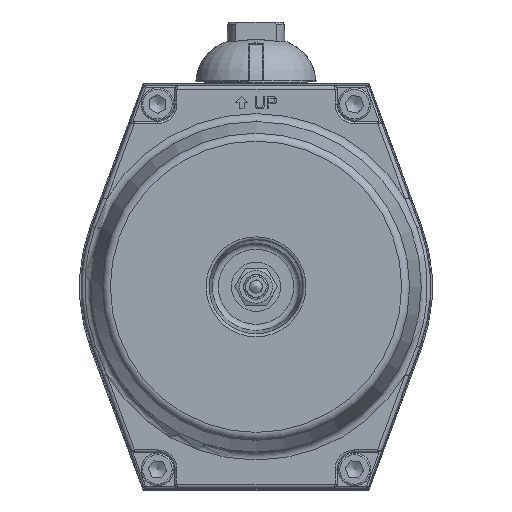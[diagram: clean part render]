
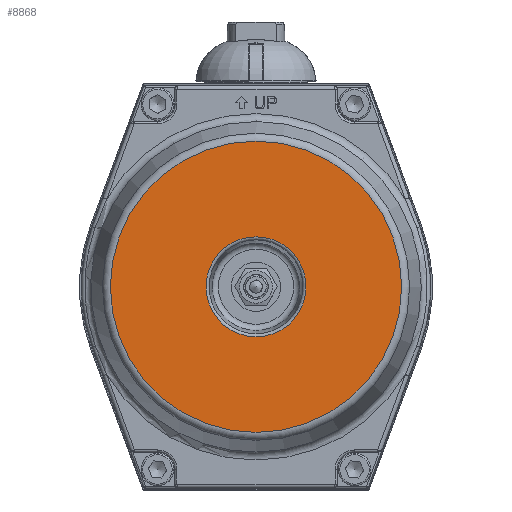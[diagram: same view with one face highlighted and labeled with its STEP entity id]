
A CAD part, front view. The second image highlights one B-rep face of the part: STEP entity #8868.
In plain terms, the highlighted planar face has unit normal (0, -1, 0).
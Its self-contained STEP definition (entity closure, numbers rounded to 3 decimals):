
#730=CIRCLE('',#9518,70.957);
#731=CIRCLE('',#9519,24.347);
#1438=ORIENTED_EDGE('',*,*,#3553,.T.);
#1439=ORIENTED_EDGE('',*,*,#3554,.F.);
#3553=EDGE_CURVE('',#4807,#4807,#730,.T.);
#3554=EDGE_CURVE('',#4808,#4808,#731,.T.);
#4807=VERTEX_POINT('',#15517);
#4808=VERTEX_POINT('',#15519);
#6878=EDGE_LOOP('',(#1438));
#6879=EDGE_LOOP('',(#1439));
#7553=FACE_BOUND('',#6878,.T.);
#7554=FACE_BOUND('',#6879,.T.);
#8205=PLANE('',#9517);
#8868=ADVANCED_FACE('',(#7553,#7554),#8205,.T.);
#9517=AXIS2_PLACEMENT_3D('',#15515,#10727,#10728);
#9518=AXIS2_PLACEMENT_3D('',#15516,#10729,#10730);
#9519=AXIS2_PLACEMENT_3D('',#15518,#10731,#10732);
#10727=DIRECTION('',(0.,-1.,0.));
#10728=DIRECTION('',(0.,0.,-1.));
#10729=DIRECTION('',(0.,-1.,0.));
#10730=DIRECTION('',(0.,0.,-1.));
#10731=DIRECTION('',(0.,-1.,0.));
#10732=DIRECTION('',(0.,0.,-1.));
#15515=CARTESIAN_POINT('',(0.,-168.5,74.));
#15516=CARTESIAN_POINT('',(0.,-168.5,0.));
#15517=CARTESIAN_POINT('',(0.,-168.5,-70.957));
#15518=CARTESIAN_POINT('',(0.,-168.5,0.));
#15519=CARTESIAN_POINT('',(0.,-168.5,-24.347));
